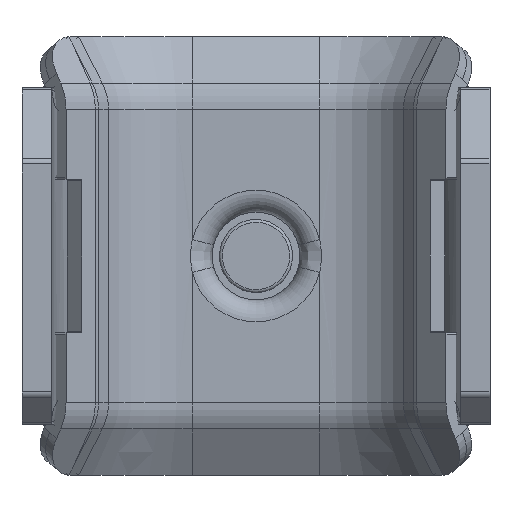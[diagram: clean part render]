
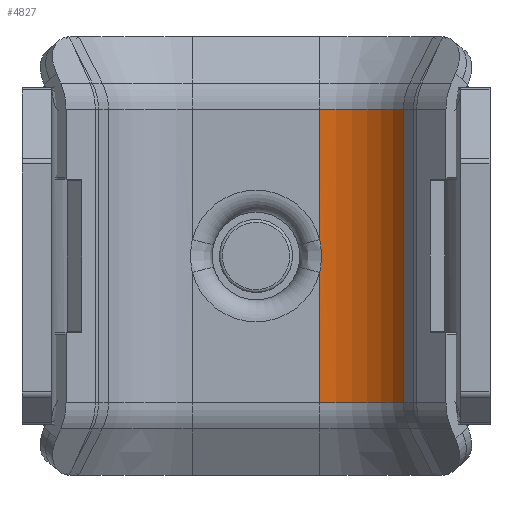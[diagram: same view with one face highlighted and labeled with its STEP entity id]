
A CAD part, front view. The second image highlights one B-rep face of the part: STEP entity #4827.
In plain terms, the highlighted cylindrical face has radius 7 mm (diameter 14 mm), a partial arc.
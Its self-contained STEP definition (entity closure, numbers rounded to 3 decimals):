
#129=B_SPLINE_CURVE_WITH_KNOTS('',3,(#9970,#9971,#9972,#9973),
 .UNSPECIFIED.,.F.,.F.,(4,4),(-6.283,0.),
 .UNSPECIFIED.);
#446=FACE_OUTER_BOUND('',#744,.T.);
#744=EDGE_LOOP('',(#3819,#3820,#3821,#3822,#3823,#3824));
#1141=LINE('',#9980,#1570);
#1142=LINE('',#9984,#1571);
#1143=LINE('',#9987,#1572);
#1570=VECTOR('',#6229,10.);
#1571=VECTOR('',#6232,10.);
#1572=VECTOR('',#6235,10.);
#1872=CIRCLE('',#5278,7.);
#1873=CIRCLE('',#5279,7.);
#2225=VERTEX_POINT('',#9903);
#2233=VERTEX_POINT('',#9947);
#2234=VERTEX_POINT('',#9979);
#2235=VERTEX_POINT('',#9981);
#2236=VERTEX_POINT('',#9983);
#2237=VERTEX_POINT('',#9985);
#2793=EDGE_CURVE('',#2225,#2233,#129,.T.);
#2795=EDGE_CURVE('',#2234,#2225,#1141,.T.);
#2796=EDGE_CURVE('',#2235,#2234,#1872,.T.);
#2797=EDGE_CURVE('',#2235,#2236,#1142,.T.);
#2798=EDGE_CURVE('',#2236,#2237,#1873,.T.);
#2799=EDGE_CURVE('',#2233,#2237,#1143,.T.);
#3819=ORIENTED_EDGE('',*,*,#2793,.F.);
#3820=ORIENTED_EDGE('',*,*,#2795,.F.);
#3821=ORIENTED_EDGE('',*,*,#2796,.F.);
#3822=ORIENTED_EDGE('',*,*,#2797,.T.);
#3823=ORIENTED_EDGE('',*,*,#2798,.T.);
#3824=ORIENTED_EDGE('',*,*,#2799,.F.);
#4664=CYLINDRICAL_SURFACE('',#5277,7.);
#4827=ADVANCED_FACE('',(#446),#4664,.F.);
#5277=AXIS2_PLACEMENT_3D('',#9978,#6227,#6228);
#5278=AXIS2_PLACEMENT_3D('',#9982,#6230,#6231);
#5279=AXIS2_PLACEMENT_3D('',#9986,#6233,#6234);
#6227=DIRECTION('center_axis',(-1.,0.,0.));
#6228=DIRECTION('ref_axis',(0.,0.954,-0.301));
#6229=DIRECTION('',(-1.,0.,0.));
#6230=DIRECTION('center_axis',(-1.,0.,0.));
#6231=DIRECTION('ref_axis',(0.,0.985,0.174));
#6232=DIRECTION('',(-1.,0.,0.));
#6233=DIRECTION('center_axis',(-1.,0.,0.));
#6234=DIRECTION('ref_axis',(0.,0.985,0.174));
#6235=DIRECTION('',(-1.,0.,0.));
#9903=CARTESIAN_POINT('',(-13.871,-1.708,-10.501));
#9947=CARTESIAN_POINT('',(-16.129,-1.708,-10.501));
#9970=CARTESIAN_POINT('Ctrl Pts',(-13.871,-1.708,-10.501));
#9971=CARTESIAN_POINT('Ctrl Pts',(-14.607,-1.597,-10.39));
#9972=CARTESIAN_POINT('Ctrl Pts',(-15.393,-1.597,-10.39));
#9973=CARTESIAN_POINT('Ctrl Pts',(-16.129,-1.708,-10.501));
#9978=CARTESIAN_POINT('Origin',(-15.,-6.658,-5.551));
#9979=CARTESIAN_POINT('',(-4.975,-1.708,-10.501));
#9980=CARTESIAN_POINT('',(-25.025,-1.708,-10.501));
#9981=CARTESIAN_POINT('',(-4.975,0.235,-4.335));
#9982=CARTESIAN_POINT('Origin',(-4.975,-6.658,-5.551));
#9983=CARTESIAN_POINT('',(-25.025,0.235,-4.335));
#9984=CARTESIAN_POINT('',(-25.025,0.235,-4.335));
#9985=CARTESIAN_POINT('',(-25.025,-1.708,-10.501));
#9986=CARTESIAN_POINT('Origin',(-25.025,-6.658,-5.551));
#9987=CARTESIAN_POINT('',(-25.025,-1.708,-10.501));
